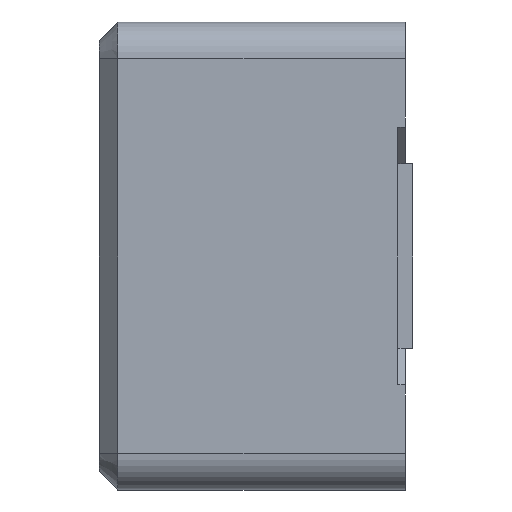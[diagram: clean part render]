
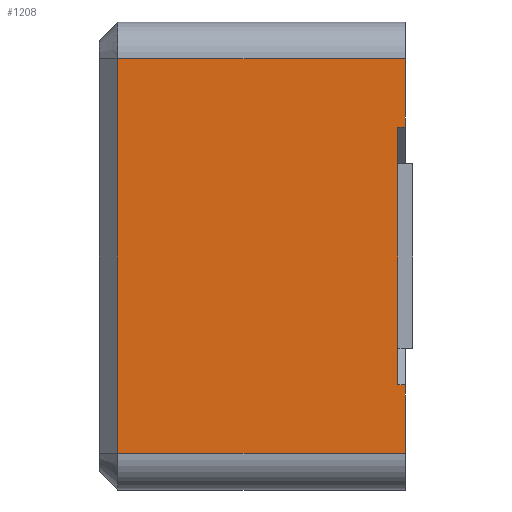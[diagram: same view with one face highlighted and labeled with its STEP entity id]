
A CAD part, left-side view. The second image highlights one B-rep face of the part: STEP entity #1208.
In plain terms, the highlighted planar face has unit normal (-1, 0, 0).
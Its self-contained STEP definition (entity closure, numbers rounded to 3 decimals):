
#100 = LINE ( 'NONE', #525, #2253 ) ;
#110 = DIRECTION ( 'NONE',  ( 0., -1., 0. ) ) ;
#114 = ORIENTED_EDGE ( 'NONE', *, *, #2211, .T. ) ;
#119 = CARTESIAN_POINT ( 'NONE',  ( -6.35, 7.8, -5.35 ) ) ;
#159 = LINE ( 'NONE', #629, #2316 ) ;
#182 = EDGE_LOOP ( 'NONE', ( #401, #1852, #2604, #1924, #2570, #266, #2397, #196, #114, #560 ) ) ;
#196 = ORIENTED_EDGE ( 'NONE', *, *, #1639, .T. ) ;
#223 = VECTOR ( 'NONE', #1388, 1000. ) ;
#229 = CARTESIAN_POINT ( 'NONE',  ( -6.35, 8.3, -3.5 ) ) ;
#231 = VERTEX_POINT ( 'NONE', #119 ) ;
#266 = ORIENTED_EDGE ( 'NONE', *, *, #1585, .T. ) ;
#285 = CARTESIAN_POINT ( 'NONE',  ( -6.35, 0.2, -2.5 ) ) ;
#301 = EDGE_CURVE ( 'NONE', #2542, #664, #2100, .T. ) ;
#319 = DIRECTION ( 'NONE',  ( 0., 0., 1. ) ) ;
#328 = CARTESIAN_POINT ( 'NONE',  ( -6.35, 0.2, 5.35 ) ) ;
#398 = EDGE_CURVE ( 'NONE', #2014, #1821, #2463, .T. ) ;
#401 = ORIENTED_EDGE ( 'NONE', *, *, #301, .F. ) ;
#404 = DIRECTION ( 'NONE',  ( 0., 0., 1. ) ) ;
#406 = CARTESIAN_POINT ( 'NONE',  ( -6.35, 0., 5.35 ) ) ;
#458 = VERTEX_POINT ( 'NONE', #1197 ) ;
#499 = VECTOR ( 'NONE', #319, 1000. ) ;
#525 = CARTESIAN_POINT ( 'NONE',  ( -6.35, 0.2, 5.35 ) ) ;
#560 = ORIENTED_EDGE ( 'NONE', *, *, #2311, .T. ) ;
#629 = CARTESIAN_POINT ( 'NONE',  ( -6.35, 0.2, 5.35 ) ) ;
#637 = DIRECTION ( 'NONE',  ( 0., 1., 0. ) ) ;
#640 = VECTOR ( 'NONE', #637, 1000. ) ;
#661 = VECTOR ( 'NONE', #713, 1000. ) ;
#664 = VERTEX_POINT ( 'NONE', #406 ) ;
#713 = DIRECTION ( 'NONE',  ( 0., -1., 0. ) ) ;
#734 = LINE ( 'NONE', #1125, #1087 ) ;
#815 = CARTESIAN_POINT ( 'NONE',  ( -6.35, 7.8, 5.35 ) ) ;
#828 = VECTOR ( 'NONE', #2619, 1000. ) ;
#1087 = VECTOR ( 'NONE', #110, 1000. ) ;
#1112 = CARTESIAN_POINT ( 'NONE',  ( -6.35, 7.8, 5.35 ) ) ;
#1125 = CARTESIAN_POINT ( 'NONE',  ( -6.35, 8.3, -5.35 ) ) ;
#1146 = DIRECTION ( 'NONE',  ( 0., 0., -1. ) ) ;
#1163 = DIRECTION ( 'NONE',  ( 0., 0., 1. ) ) ;
#1170 = VERTEX_POINT ( 'NONE', #1725 ) ;
#1197 = CARTESIAN_POINT ( 'NONE',  ( -6.35, 0.2, 2.5 ) ) ;
#1208 = ADVANCED_FACE ( 'NONE', ( #2543 ), #2193, .F. ) ;
#1217 = CARTESIAN_POINT ( 'NONE',  ( -6.35, 0.2, -3.5 ) ) ;
#1338 = CARTESIAN_POINT ( 'NONE',  ( -6.35, 0., 5.35 ) ) ;
#1358 = VERTEX_POINT ( 'NONE', #1217 ) ;
#1367 = CARTESIAN_POINT ( 'NONE',  ( -6.35, 8.3, 5.35 ) ) ;
#1381 = LINE ( 'NONE', #1112, #828 ) ;
#1388 = DIRECTION ( 'NONE',  ( 0., -1., 0. ) ) ;
#1447 = VECTOR ( 'NONE', #1163, 1000. ) ;
#1479 = VERTEX_POINT ( 'NONE', #285 ) ;
#1502 = EDGE_CURVE ( 'NONE', #231, #2014, #734, .T. ) ;
#1529 = DIRECTION ( 'NONE',  ( 0., 0., 1. ) ) ;
#1545 = CARTESIAN_POINT ( 'NONE',  ( -6.35, 0., -5.35 ) ) ;
#1569 = CARTESIAN_POINT ( 'NONE',  ( -6.35, 8.3, 3.5 ) ) ;
#1585 = EDGE_CURVE ( 'NONE', #1358, #1479, #100, .T. ) ;
#1639 = EDGE_CURVE ( 'NONE', #458, #1170, #2601, .T. ) ;
#1661 = CARTESIAN_POINT ( 'NONE',  ( -6.35, 0., -3.5 ) ) ;
#1676 = VECTOR ( 'NONE', #404, 1000. ) ;
#1725 = CARTESIAN_POINT ( 'NONE',  ( -6.35, 0.2, 3.5 ) ) ;
#1746 = LINE ( 'NONE', #229, #640 ) ;
#1776 = CARTESIAN_POINT ( 'NONE',  ( -6.35, 8.3, 5.35 ) ) ;
#1821 = VERTEX_POINT ( 'NONE', #1661 ) ;
#1828 = EDGE_CURVE ( 'NONE', #1821, #1358, #1746, .T. ) ;
#1837 = VERTEX_POINT ( 'NONE', #1879 ) ;
#1852 = ORIENTED_EDGE ( 'NONE', *, *, #2166, .T. ) ;
#1870 = EDGE_CURVE ( 'NONE', #1479, #458, #159, .T. ) ;
#1879 = CARTESIAN_POINT ( 'NONE',  ( -6.35, 0., 3.5 ) ) ;
#1924 = ORIENTED_EDGE ( 'NONE', *, *, #398, .T. ) ;
#2014 = VERTEX_POINT ( 'NONE', #1545 ) ;
#2100 = LINE ( 'NONE', #1367, #661 ) ;
#2166 = EDGE_CURVE ( 'NONE', #2542, #231, #1381, .T. ) ;
#2193 = PLANE ( 'NONE',  #2359 ) ;
#2211 = EDGE_CURVE ( 'NONE', #1170, #1837, #2381, .T. ) ;
#2212 = DIRECTION ( 'NONE',  ( 1., 0., 0. ) ) ;
#2242 = LINE ( 'NONE', #2681, #1676 ) ;
#2253 = VECTOR ( 'NONE', #1529, 1000. ) ;
#2311 = EDGE_CURVE ( 'NONE', #1837, #664, #2242, .T. ) ;
#2316 = VECTOR ( 'NONE', #2320, 1000. ) ;
#2320 = DIRECTION ( 'NONE',  ( 0., 0., 1. ) ) ;
#2359 = AXIS2_PLACEMENT_3D ( 'NONE', #1776, #2212, #1146 ) ;
#2381 = LINE ( 'NONE', #1569, #223 ) ;
#2397 = ORIENTED_EDGE ( 'NONE', *, *, #1870, .T. ) ;
#2463 = LINE ( 'NONE', #1338, #499 ) ;
#2542 = VERTEX_POINT ( 'NONE', #815 ) ;
#2543 = FACE_OUTER_BOUND ( 'NONE', #182, .T. ) ;
#2570 = ORIENTED_EDGE ( 'NONE', *, *, #1828, .T. ) ;
#2601 = LINE ( 'NONE', #328, #1447 ) ;
#2604 = ORIENTED_EDGE ( 'NONE', *, *, #1502, .T. ) ;
#2619 = DIRECTION ( 'NONE',  ( 0., 0., -1. ) ) ;
#2681 = CARTESIAN_POINT ( 'NONE',  ( -6.35, 0., 5.35 ) ) ;
